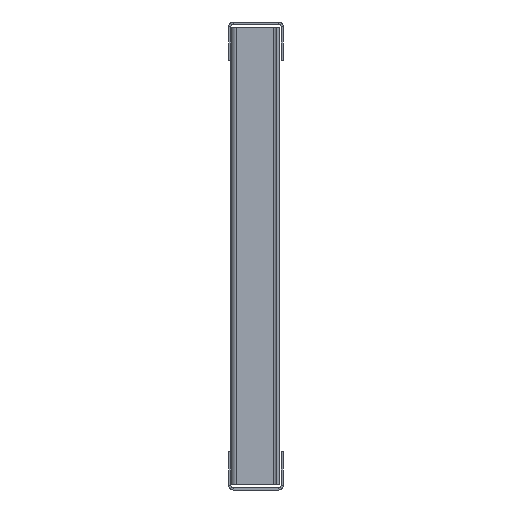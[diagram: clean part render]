
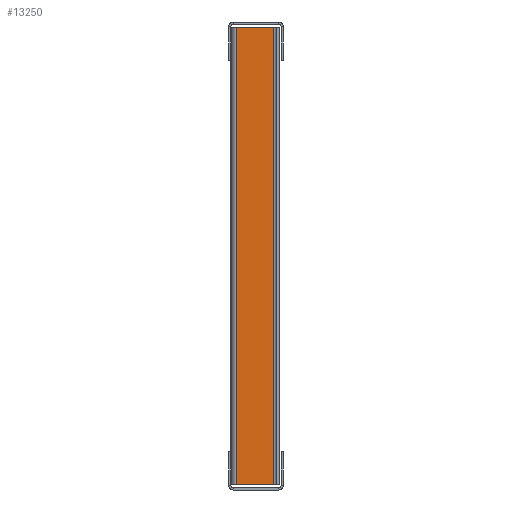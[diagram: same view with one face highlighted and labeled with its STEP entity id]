
A CAD part, left-side view. The second image highlights one B-rep face of the part: STEP entity #13250.
In plain terms, the highlighted planar face has unit normal (-1, 0, 0).
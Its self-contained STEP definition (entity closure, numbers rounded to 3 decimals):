
#13192=CARTESIAN_POINT('',(15.,3.5,292.0));
#13193=VERTEX_POINT('',#13192);
#13201=CARTESIAN_POINT('',(15.,3.5,0.0));
#13202=VERTEX_POINT('',#13201);
#13203=CARTESIAN_POINT('',(15.,3.5,0.0));
#13204=DIRECTION('',(0.0,0.0,1.0));
#13205=VECTOR('',#13204,292.0);
#13206=LINE('',#13203,#13205);
#13207=EDGE_CURVE('',#13202,#13193,#13206,.T.);
#13220=CARTESIAN_POINT('',(15.,3.5,0.0));
#13221=DIRECTION('',(-1.0,0.0,0.0));
#13222=DIRECTION('',(0.0,0.0,1.0));
#13223=AXIS2_PLACEMENT_3D('',#13220,#13221,#13222);
#13224=PLANE('',#13223);
#13225=CARTESIAN_POINT('',(15.,27.5,292.0));
#13226=VERTEX_POINT('',#13225);
#13227=CARTESIAN_POINT('',(15.,3.5,292.0));
#13228=DIRECTION('',(0.0,1.0,0.0));
#13229=VECTOR('',#13228,24.);
#13230=LINE('',#13227,#13229);
#13231=EDGE_CURVE('',#13193,#13226,#13230,.T.);
#13232=ORIENTED_EDGE('',*,*,#13231,.T.);
#13233=CARTESIAN_POINT('',(15.,27.5,0.0));
#13234=VERTEX_POINT('',#13233);
#13235=CARTESIAN_POINT('',(15.,27.5,0.0));
#13236=DIRECTION('',(0.0,0.0,1.0));
#13237=VECTOR('',#13236,292.0);
#13238=LINE('',#13235,#13237);
#13239=EDGE_CURVE('',#13234,#13226,#13238,.T.);
#13240=ORIENTED_EDGE('',*,*,#13239,.F.);
#13241=CARTESIAN_POINT('',(15.,27.5,0.0));
#13242=DIRECTION('',(0.0,-1.0,0.0));
#13243=VECTOR('',#13242,24.);
#13244=LINE('',#13241,#13243);
#13245=EDGE_CURVE('',#13234,#13202,#13244,.T.);
#13246=ORIENTED_EDGE('',*,*,#13245,.T.);
#13247=ORIENTED_EDGE('',*,*,#13207,.T.);
#13248=EDGE_LOOP('',(#13232,#13240,#13246,#13247));
#13249=FACE_OUTER_BOUND('',#13248,.T.);
#13250=ADVANCED_FACE('',(#13249),#13224,.T.);
